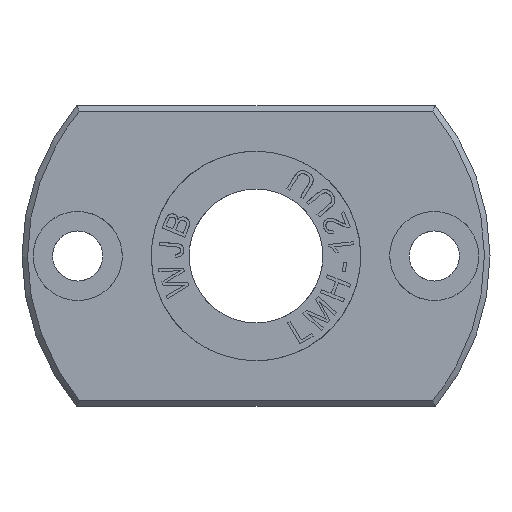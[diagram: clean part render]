
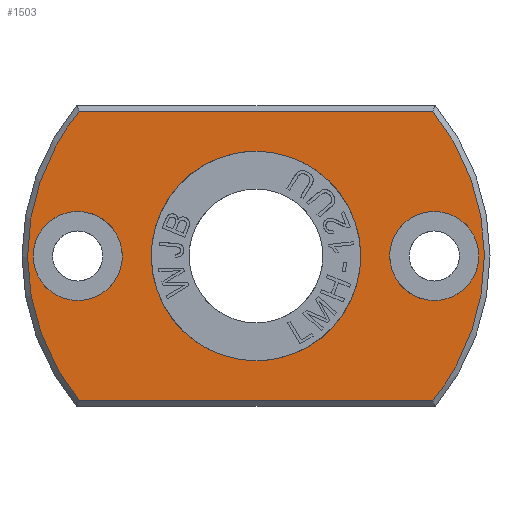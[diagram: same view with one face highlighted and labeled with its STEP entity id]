
A CAD part, left-side view. The second image highlights one B-rep face of the part: STEP entity #1503.
In plain terms, the highlighted planar face has unit normal (-1, 0, 0).
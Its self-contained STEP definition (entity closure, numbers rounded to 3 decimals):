
#194=PLANE('',#6191);
#459=FACE_BOUND('',#2190,.T.);
#460=FACE_BOUND('',#2191,.T.);
#461=FACE_BOUND('',#2192,.T.);
#462=FACE_BOUND('',#2193,.T.);
#1503=ADVANCED_FACE('',(#459,#460,#461,#462),#194,.T.);
#2190=EDGE_LOOP('',(#3235,#3236));
#2191=EDGE_LOOP('',(#3237,#3238));
#2192=EDGE_LOOP('',(#3239,#3240));
#2193=EDGE_LOOP('',(#3241,#3242,#3243,#3244));
#2535=B_SPLINE_CURVE_WITH_KNOTS('',3,(#7641,#7642,#7643,#7644,#7645,#7646),
 .UNSPECIFIED.,.F.,.F.,(4,2,4),(0.,0.5,1.),.UNSPECIFIED.);
#2619=B_SPLINE_CURVE_WITH_KNOTS('',3,(#9141,#9142,#9143,#9144,#9145,#9146,
#9147,#9148,#9149,#9150),.UNSPECIFIED.,.F.,.F.,(4,2,2,2,4),(0.,0.25,0.5,
0.75,1.),.UNSPECIFIED.);
#2620=B_SPLINE_CURVE_WITH_KNOTS('',3,(#9153,#9154,#9155,#9156,#9157,#9158,
#9159,#9160,#9161,#9162),.UNSPECIFIED.,.F.,.F.,(4,2,2,2,4),(0.,0.25,0.5,
0.75,1.),.UNSPECIFIED.);
#2623=B_SPLINE_CURVE_WITH_KNOTS('',3,(#9187,#9188,#9189,#9190,#9191,#9192,
#9193,#9194,#9195,#9196),.UNSPECIFIED.,.F.,.F.,(4,2,2,2,4),(0.,0.25,0.5,
0.75,1.),.UNSPECIFIED.);
#2624=B_SPLINE_CURVE_WITH_KNOTS('',3,(#9199,#9200,#9201,#9202,#9203,#9204,
#9205,#9206,#9207,#9208),.UNSPECIFIED.,.F.,.F.,(4,2,2,2,4),(0.,0.25,0.5,
0.75,1.),.UNSPECIFIED.);
#2625=B_SPLINE_CURVE_WITH_KNOTS('',3,(#9209,#9210,#9211,#9212,#9213,#9214,
#9215,#9216,#9217,#9218),.UNSPECIFIED.,.F.,.F.,(4,2,2,2,4),(0.,0.25,0.5,
0.75,1.),.UNSPECIFIED.);
#2626=B_SPLINE_CURVE_WITH_KNOTS('',3,(#9221,#9222,#9223,#9224,#9225,#9226,
#9227,#9228,#9229,#9230),.UNSPECIFIED.,.F.,.F.,(4,2,2,2,4),(0.,0.25,0.5,
0.75,1.),.UNSPECIFIED.);
#2627=B_SPLINE_CURVE_WITH_KNOTS('',3,(#9231,#9232,#9233,#9234,#9235,#9236),
 .UNSPECIFIED.,.F.,.F.,(4,2,4),(0.,0.5,1.),.UNSPECIFIED.);
#2628=B_SPLINE_CURVE_WITH_KNOTS('',3,(#9239,#9240,#9241,#9242),.UNSPECIFIED.,
 .F.,.F.,(4,4),(0.,1.),.UNSPECIFIED.);
#2629=B_SPLINE_CURVE_WITH_KNOTS('',3,(#9243,#9244,#9245,#9246),.UNSPECIFIED.,
 .F.,.F.,(4,4),(0.,1.),.UNSPECIFIED.);
#3235=ORIENTED_EDGE('',*,*,#5511,.F.);
#3236=ORIENTED_EDGE('',*,*,#5512,.F.);
#3237=ORIENTED_EDGE('',*,*,#5513,.F.);
#3238=ORIENTED_EDGE('',*,*,#5514,.F.);
#3239=ORIENTED_EDGE('',*,*,#5508,.T.);
#3240=ORIENTED_EDGE('',*,*,#5507,.T.);
#3241=ORIENTED_EDGE('',*,*,#5515,.F.);
#3242=ORIENTED_EDGE('',*,*,#5516,.F.);
#3243=ORIENTED_EDGE('',*,*,#5243,.F.);
#3244=ORIENTED_EDGE('',*,*,#5517,.F.);
#4665=VERTEX_POINT('',#7640);
#4666=VERTEX_POINT('',#7647);
#4927=VERTEX_POINT('',#9151);
#4928=VERTEX_POINT('',#9152);
#4931=VERTEX_POINT('',#9197);
#4932=VERTEX_POINT('',#9198);
#4933=VERTEX_POINT('',#9219);
#4934=VERTEX_POINT('',#9220);
#4935=VERTEX_POINT('',#9237);
#4936=VERTEX_POINT('',#9238);
#5243=EDGE_CURVE('',#4665,#4666,#2535,.T.);
#5507=EDGE_CURVE('',#4927,#4928,#2619,.T.);
#5508=EDGE_CURVE('',#4928,#4927,#2620,.T.);
#5511=EDGE_CURVE('',#4931,#4932,#2623,.T.);
#5512=EDGE_CURVE('',#4932,#4931,#2624,.T.);
#5513=EDGE_CURVE('',#4933,#4934,#2625,.T.);
#5514=EDGE_CURVE('',#4934,#4933,#2626,.T.);
#5515=EDGE_CURVE('',#4935,#4936,#2627,.T.);
#5516=EDGE_CURVE('',#4666,#4935,#2628,.T.);
#5517=EDGE_CURVE('',#4936,#4665,#2629,.T.);
#6191=AXIS2_PLACEMENT_3D('',#9247,#6700,#6701);
#6700=DIRECTION('',(-1.,0.,0.));
#6701=DIRECTION('',(0.,0.,1.));
#7640=CARTESIAN_POINT('',(0.,15.851,-13.));
#7641=CARTESIAN_POINT('',(0.,15.851,-13.));
#7642=CARTESIAN_POINT('',(0.,18.827,-9.371));
#7643=CARTESIAN_POINT('',(0.,20.5,-4.694));
#7644=CARTESIAN_POINT('',(0.,20.5,4.694));
#7645=CARTESIAN_POINT('',(0.,18.827,9.371));
#7646=CARTESIAN_POINT('',(0.,15.851,13.));
#7647=CARTESIAN_POINT('',(0.,15.851,13.));
#9141=CARTESIAN_POINT('',(0.,0.,9.4));
#9142=CARTESIAN_POINT('',(0.,-2.47,9.4));
#9143=CARTESIAN_POINT('',(0.,-4.902,8.391));
#9144=CARTESIAN_POINT('',(0.,-8.392,4.902));
#9145=CARTESIAN_POINT('',(0.,-9.4,2.467));
#9146=CARTESIAN_POINT('',(0.,-9.4,-2.467));
#9147=CARTESIAN_POINT('',(0.,-8.391,-4.902));
#9148=CARTESIAN_POINT('',(0.,-4.902,-8.392));
#9149=CARTESIAN_POINT('',(0.,-2.471,-9.4));
#9150=CARTESIAN_POINT('',(0.,0.,-9.4));
#9151=CARTESIAN_POINT('',(0.,0.,9.4));
#9152=CARTESIAN_POINT('',(0.,0.,-9.4));
#9153=CARTESIAN_POINT('',(0.,0.,-9.4));
#9154=CARTESIAN_POINT('',(0.,2.47,-9.4));
#9155=CARTESIAN_POINT('',(0.,4.902,-8.391));
#9156=CARTESIAN_POINT('',(0.,8.392,-4.902));
#9157=CARTESIAN_POINT('',(0.,9.4,-2.467));
#9158=CARTESIAN_POINT('',(0.,9.4,2.467));
#9159=CARTESIAN_POINT('',(0.,8.391,4.902));
#9160=CARTESIAN_POINT('',(0.,4.902,8.392));
#9161=CARTESIAN_POINT('',(0.,2.471,9.4));
#9162=CARTESIAN_POINT('',(0.,0.,9.4));
#9187=CARTESIAN_POINT('',(0.,-20.,0.));
#9188=CARTESIAN_POINT('',(0.,-20.,1.047));
#9189=CARTESIAN_POINT('',(0.,-19.569,2.088));
#9190=CARTESIAN_POINT('',(0.,-18.088,3.569));
#9191=CARTESIAN_POINT('',(0.,-17.047,4.));
#9192=CARTESIAN_POINT('',(0.,-14.953,4.));
#9193=CARTESIAN_POINT('',(0.,-13.912,3.569));
#9194=CARTESIAN_POINT('',(0.,-12.431,2.088));
#9195=CARTESIAN_POINT('',(0.,-12.,1.047));
#9196=CARTESIAN_POINT('',(0.,-12.,0.));
#9197=CARTESIAN_POINT('',(0.,-20.,0.));
#9198=CARTESIAN_POINT('',(0.,-12.,0.));
#9199=CARTESIAN_POINT('',(0.,-12.,0.));
#9200=CARTESIAN_POINT('',(0.,-12.,-1.047));
#9201=CARTESIAN_POINT('',(0.,-12.431,-2.088));
#9202=CARTESIAN_POINT('',(0.,-13.912,-3.569));
#9203=CARTESIAN_POINT('',(0.,-14.953,-4.));
#9204=CARTESIAN_POINT('',(0.,-17.047,-4.));
#9205=CARTESIAN_POINT('',(0.,-18.088,-3.569));
#9206=CARTESIAN_POINT('',(0.,-19.569,-2.088));
#9207=CARTESIAN_POINT('',(0.,-20.,-1.047));
#9208=CARTESIAN_POINT('',(0.,-20.,0.));
#9209=CARTESIAN_POINT('',(0.,12.,0.));
#9210=CARTESIAN_POINT('',(0.,12.,1.047));
#9211=CARTESIAN_POINT('',(0.,12.431,2.088));
#9212=CARTESIAN_POINT('',(0.,13.912,3.569));
#9213=CARTESIAN_POINT('',(0.,14.953,4.));
#9214=CARTESIAN_POINT('',(0.,17.047,4.));
#9215=CARTESIAN_POINT('',(0.,18.088,3.569));
#9216=CARTESIAN_POINT('',(0.,19.569,2.088));
#9217=CARTESIAN_POINT('',(0.,20.,1.047));
#9218=CARTESIAN_POINT('',(0.,20.,0.));
#9219=CARTESIAN_POINT('',(0.,12.,0.));
#9220=CARTESIAN_POINT('',(0.,20.,0.));
#9221=CARTESIAN_POINT('',(0.,20.,0.));
#9222=CARTESIAN_POINT('',(0.,20.,-1.047));
#9223=CARTESIAN_POINT('',(0.,19.569,-2.088));
#9224=CARTESIAN_POINT('',(0.,18.088,-3.569));
#9225=CARTESIAN_POINT('',(0.,17.047,-4.));
#9226=CARTESIAN_POINT('',(0.,14.953,-4.));
#9227=CARTESIAN_POINT('',(0.,13.912,-3.569));
#9228=CARTESIAN_POINT('',(0.,12.431,-2.088));
#9229=CARTESIAN_POINT('',(0.,12.,-1.047));
#9230=CARTESIAN_POINT('',(0.,12.,0.));
#9231=CARTESIAN_POINT('',(0.,-15.851,13.));
#9232=CARTESIAN_POINT('',(0.,-18.827,9.371));
#9233=CARTESIAN_POINT('',(0.,-20.5,4.694));
#9234=CARTESIAN_POINT('',(0.,-20.5,-4.694));
#9235=CARTESIAN_POINT('',(0.,-18.827,-9.371));
#9236=CARTESIAN_POINT('',(0.,-15.851,-13.));
#9237=CARTESIAN_POINT('',(0.,-15.851,13.));
#9238=CARTESIAN_POINT('',(0.,-15.851,-13.));
#9239=CARTESIAN_POINT('',(0.,15.851,13.));
#9240=CARTESIAN_POINT('',(0.,5.284,13.));
#9241=CARTESIAN_POINT('',(0.,-5.284,13.));
#9242=CARTESIAN_POINT('',(0.,-15.851,13.));
#9243=CARTESIAN_POINT('',(0.,-15.851,-13.));
#9244=CARTESIAN_POINT('',(0.,-5.284,-13.));
#9245=CARTESIAN_POINT('',(0.,5.284,-13.));
#9246=CARTESIAN_POINT('',(0.,15.851,-13.));
#9247=CARTESIAN_POINT('',(0.,-20.91,-20.5));
